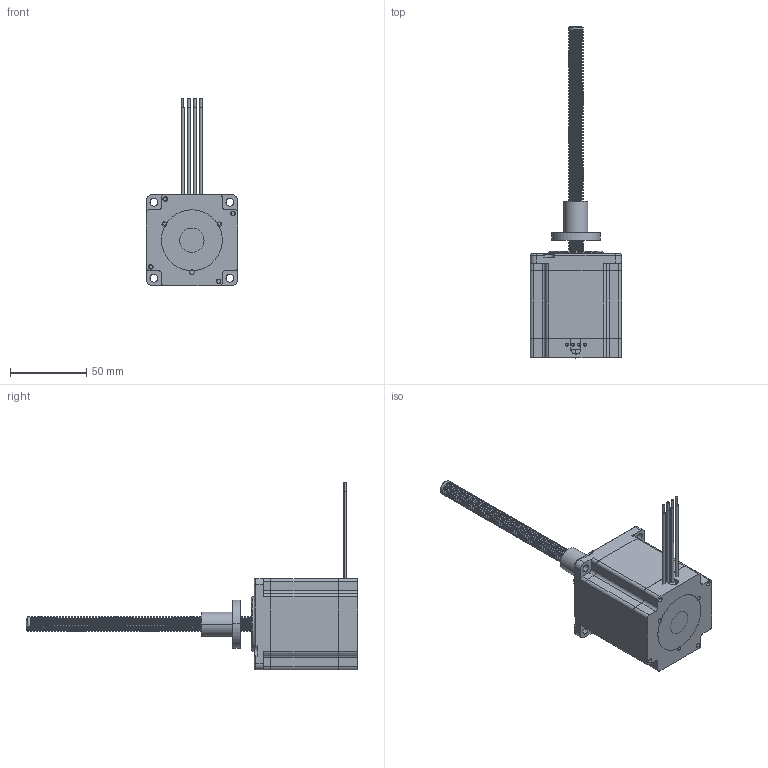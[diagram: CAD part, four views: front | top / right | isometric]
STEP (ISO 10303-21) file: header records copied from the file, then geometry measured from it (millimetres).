
FILE_DESCRIPTION (( 'STEP AP214' ), '1' );
FILE_NAME ('24E22-150.STEP', '2023-03-08T09:12:12', ( '' ), ( '' ), 'SwSTEP 2.0', 'SolidWorks 2022', '' );
FILE_SCHEMA (( 'AUTOMOTIVE_DESIGN' ));
Length unit declared in the file: millimetre
Products named in the file (17): 01-159.STP; 57铭牌.STP; 24E22-150.STP; 隔磁片.STP; 01-158.STP; 06-009(预紧螺母).STP; 02-144.STP; 24E22-150; 160.STP; 10-004(调整垫).STP; KS B 1023 - A  M 3 x 30 - H(2).STP; 23螺母.STP; 57双厚标签.STP; 04-250.STP; 07-011(6902ZZ).STP; 07-040.STP; 03-198-1.STP
Assembly tree (24 placements, depth 3):
  24E22-150
    24E22-150.STP
      01-158.STP
      01-159.STP
      02-144.STP
      03-198-1.STP  x4
      06-009(预紧螺母).STP
      07-011(6902ZZ).STP  x2
      07-040.STP  x2
      10-004(调整垫).STP
      04-250.STP
      隔磁片.STP
      160.STP
      KS B 1023 - A  M 3 x 30 - H(2).STP  x4
      23螺母.STP
      57铭牌.STP
      57双厚标签.STP
Bounding box: 60.1 x 218.35 x 123.4 mm (x, y, z)
Volume: 172584 mm3; surface area: 118475.9 mm2
Topology: 23 solids, 23 shells, 2625 faces, 7546 edges, 4993 vertices
Faces by surface type: cylinder 1393, plane 1092, cone 112, torus 24, bspline 4
Full cylindrical faces by diameter (mm): 7.93 x83
Entity records: 48881 total; most frequent: CARTESIAN_POINT 16312, ORIENTED_EDGE 6772, DIRECTION 6251, EDGE_CURVE 3386, VERTEX_POINT 2235, AXIS2_PLACEMENT_3D 2183, VECTOR 1885, LINE 1885
